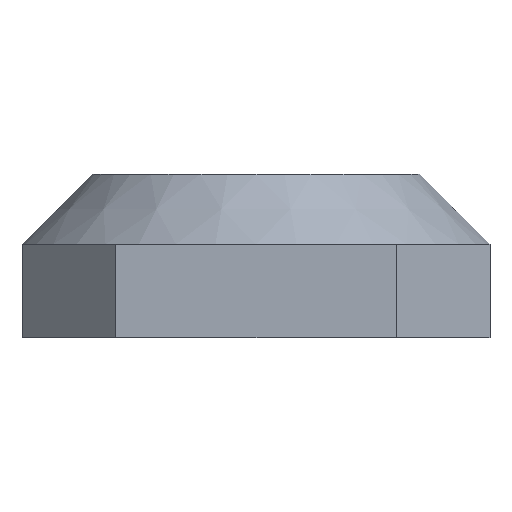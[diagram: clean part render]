
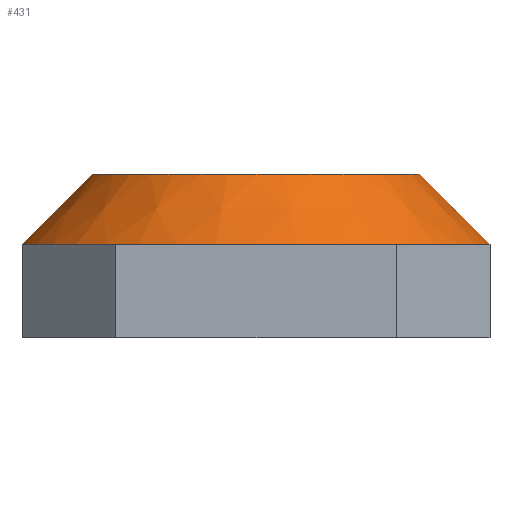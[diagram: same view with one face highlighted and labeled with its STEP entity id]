
A CAD part, front view. The second image highlights one B-rep face of the part: STEP entity #431.
In plain terms, the highlighted conical face has half-angle 45 degrees and reference radius 8.5 mm.
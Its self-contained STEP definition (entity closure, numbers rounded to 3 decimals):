
#15=CONICAL_SURFACE('',#476,8.5,0.785);
#52=FACE_OUTER_BOUND('',#77,.T.);
#77=EDGE_LOOP('',(#350,#351,#352,#353,#354));
#121=LINE('',#681,#169);
#169=VECTOR('',#558,8.5);
#197=CIRCLE('',#468,10.);
#198=CIRCLE('',#472,10.);
#199=CIRCLE('',#477,7.);
#212=VERTEX_POINT('',#637);
#213=VERTEX_POINT('',#639);
#226=VERTEX_POINT('',#680);
#254=EDGE_CURVE('',#213,#212,#197,.T.);
#267=EDGE_CURVE('',#212,#213,#198,.T.);
#275=EDGE_CURVE('',#213,#226,#121,.T.);
#276=EDGE_CURVE('',#226,#226,#199,.T.);
#350=ORIENTED_EDGE('',*,*,#267,.T.);
#351=ORIENTED_EDGE('',*,*,#275,.T.);
#352=ORIENTED_EDGE('',*,*,#276,.F.);
#353=ORIENTED_EDGE('',*,*,#275,.F.);
#354=ORIENTED_EDGE('',*,*,#254,.T.);
#431=ADVANCED_FACE('',(#52),#15,.T.);
#468=AXIS2_PLACEMENT_3D('',#640,#521,#522);
#472=AXIS2_PLACEMENT_3D('',#664,#541,#542);
#476=AXIS2_PLACEMENT_3D('',#679,#556,#557);
#477=AXIS2_PLACEMENT_3D('',#682,#559,#560);
#521=DIRECTION('center_axis',(0.,0.,1.));
#522=DIRECTION('ref_axis',(-1.,0.,0.));
#541=DIRECTION('center_axis',(0.,0.,1.));
#542=DIRECTION('ref_axis',(-1.,0.,0.));
#556=DIRECTION('center_axis',(0.,0.,-1.));
#557=DIRECTION('ref_axis',(-1.,0.,0.));
#558=DIRECTION('',(-0.707,0.,0.707));
#559=DIRECTION('center_axis',(0.,0.,1.));
#560=DIRECTION('ref_axis',(-1.,0.,0.));
#637=CARTESIAN_POINT('',(0.,26.,4.));
#639=CARTESIAN_POINT('',(20.,26.,4.));
#640=CARTESIAN_POINT('Origin',(10.,26.,4.));
#664=CARTESIAN_POINT('Origin',(10.,26.,4.));
#679=CARTESIAN_POINT('Origin',(10.,26.,5.5));
#680=CARTESIAN_POINT('',(17.,26.,7.));
#681=CARTESIAN_POINT('',(18.5,26.,5.5));
#682=CARTESIAN_POINT('Origin',(10.,26.,7.));
